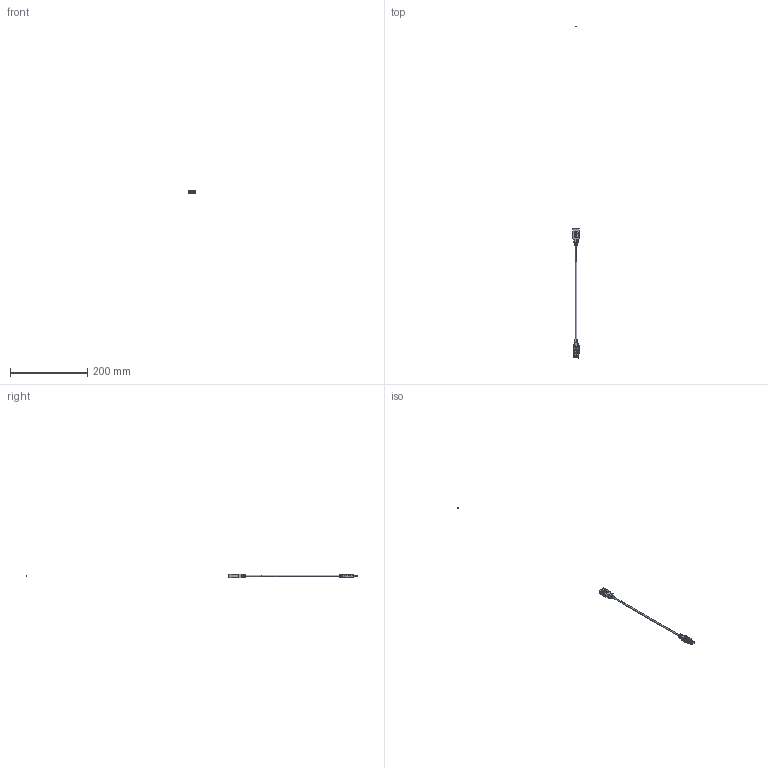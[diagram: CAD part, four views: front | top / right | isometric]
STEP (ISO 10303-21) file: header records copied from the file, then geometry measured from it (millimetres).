
FILE_DESCRIPTION((''),'2;1');
FILE_NAME('J02220095_ASM','2020-03-28T',('Administrator'),(''),'PRO/ENGINEER BY PARAMETRIC TECHNOLOGY CORPORATION, 2008380','PRO/ENGINEER BY PARAMETRIC TECHNOLOGY CORPORATION, 2008380','');
FILE_SCHEMA(('CONFIG_CONTROL_DESIGN'));
Length unit declared in the file: millimetre
Products named in the file (3): USB_20_4P_VT_13MM; USB_AM_TO_BM_1; J02220095_ASM
Assembly tree (2 placements, depth 2):
  J02220095_ASM
    USB_20_4P_VT_13MM
    USB_AM_TO_BM_1
Bounding box: 17.6 x 859.7 x 10.3 mm (x, y, z)
Surface area: 14257.6 mm2 (no closed solid volume)
Topology: 0 solids, 50 shells, 2563 faces, 7740 edges, 5071 vertices
Faces by surface type: plane 1618, cylinder 770, extrusion 57, cone 39, bspline 34, revolution 19, sphere 18, torus 8
Entity records: 90790 total; most frequent: CARTESIAN_POINT 22956, ORIENTED_EDGE 14815, DIRECTION 12798, EDGE_CURVE 7732, VECTOR 5175, LINE 5118, VERTEX_POINT 5071, AXIS2_PLACEMENT_3D 3802
